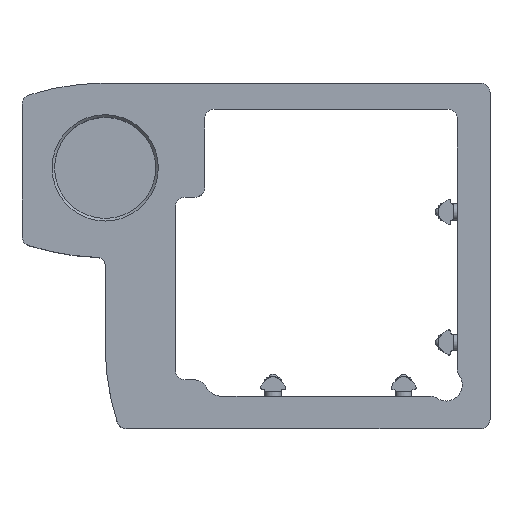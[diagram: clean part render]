
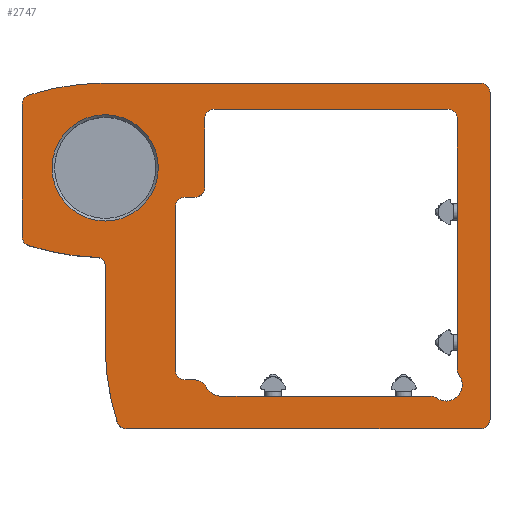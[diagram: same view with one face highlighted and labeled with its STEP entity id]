
A CAD part, top view. The second image highlights one B-rep face of the part: STEP entity #2747.
In plain terms, the highlighted planar face has unit normal (0, 0, 1).
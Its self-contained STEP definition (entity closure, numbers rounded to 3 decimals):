
#155=CIRCLE('',#2944,3.);
#157=CIRCLE('',#2947,76.5);
#159=CIRCLE('',#2950,2.5);
#161=CIRCLE('',#2954,76.5);
#163=CIRCLE('',#2957,3.);
#169=CIRCLE('',#2965,3.);
#175=CIRCLE('',#2973,3.);
#177=CIRCLE('',#2977,76.5);
#179=CIRCLE('',#2980,3.);
#181=CIRCLE('',#2984,3.);
#183=CIRCLE('',#2988,3.);
#185=CIRCLE('',#2992,3.);
#191=CIRCLE('',#3000,3.);
#193=CIRCLE('',#3003,5.);
#195=CIRCLE('',#3006,3.);
#201=CIRCLE('',#3014,5.);
#203=CIRCLE('',#3017,4.);
#205=CIRCLE('',#3021,3.);
#207=CIRCLE('',#3025,3.);
#210=CIRCLE('',#3030,16.3);
#552=ORIENTED_EDGE('',*,*,#1244,.T.);
#553=ORIENTED_EDGE('',*,*,#1182,.F.);
#554=ORIENTED_EDGE('',*,*,#1186,.F.);
#555=ORIENTED_EDGE('',*,*,#1189,.T.);
#556=ORIENTED_EDGE('',*,*,#1192,.F.);
#557=ORIENTED_EDGE('',*,*,#1195,.F.);
#558=ORIENTED_EDGE('',*,*,#1198,.F.);
#559=ORIENTED_EDGE('',*,*,#1201,.F.);
#560=ORIENTED_EDGE('',*,*,#1208,.F.);
#561=ORIENTED_EDGE('',*,*,#1211,.T.);
#562=ORIENTED_EDGE('',*,*,#1214,.F.);
#563=ORIENTED_EDGE('',*,*,#1217,.T.);
#564=ORIENTED_EDGE('',*,*,#1224,.F.);
#565=ORIENTED_EDGE('',*,*,#1227,.F.);
#566=ORIENTED_EDGE('',*,*,#1230,.T.);
#567=ORIENTED_EDGE('',*,*,#1233,.F.);
#568=ORIENTED_EDGE('',*,*,#1236,.F.);
#569=ORIENTED_EDGE('',*,*,#1239,.F.);
#570=ORIENTED_EDGE('',*,*,#1134,.T.);
#571=ORIENTED_EDGE('',*,*,#1138,.T.);
#572=ORIENTED_EDGE('',*,*,#1141,.T.);
#573=ORIENTED_EDGE('',*,*,#1144,.F.);
#574=ORIENTED_EDGE('',*,*,#1147,.T.);
#575=ORIENTED_EDGE('',*,*,#1150,.T.);
#576=ORIENTED_EDGE('',*,*,#1153,.T.);
#577=ORIENTED_EDGE('',*,*,#1160,.T.);
#578=ORIENTED_EDGE('',*,*,#1163,.T.);
#579=ORIENTED_EDGE('',*,*,#1170,.T.);
#580=ORIENTED_EDGE('',*,*,#1173,.T.);
#581=ORIENTED_EDGE('',*,*,#1176,.T.);
#582=ORIENTED_EDGE('',*,*,#1179,.T.);
#583=ORIENTED_EDGE('',*,*,#1241,.T.);
#1134=EDGE_CURVE('',#1511,#1512,#1781,.T.);
#1138=EDGE_CURVE('',#1512,#1515,#155,.T.);
#1141=EDGE_CURVE('',#1515,#1517,#157,.T.);
#1144=EDGE_CURVE('',#1519,#1517,#159,.T.);
#1147=EDGE_CURVE('',#1519,#1521,#1788,.T.);
#1150=EDGE_CURVE('',#1521,#1523,#161,.T.);
#1153=EDGE_CURVE('',#1523,#1525,#163,.T.);
#1160=EDGE_CURVE('',#1525,#1531,#1793,.T.);
#1163=EDGE_CURVE('',#1531,#1533,#169,.T.);
#1170=EDGE_CURVE('',#1533,#1539,#1797,.T.);
#1173=EDGE_CURVE('',#1539,#1541,#175,.T.);
#1176=EDGE_CURVE('',#1541,#1543,#1801,.T.);
#1179=EDGE_CURVE('',#1543,#1545,#177,.T.);
#1182=EDGE_CURVE('',#1547,#1548,#179,.T.);
#1186=EDGE_CURVE('',#1551,#1547,#1807,.T.);
#1189=EDGE_CURVE('',#1551,#1553,#181,.T.);
#1192=EDGE_CURVE('',#1555,#1553,#1811,.T.);
#1195=EDGE_CURVE('',#1557,#1555,#183,.T.);
#1198=EDGE_CURVE('',#1559,#1557,#1815,.T.);
#1201=EDGE_CURVE('',#1561,#1559,#185,.T.);
#1208=EDGE_CURVE('',#1567,#1561,#1819,.T.);
#1211=EDGE_CURVE('',#1567,#1569,#191,.T.);
#1214=EDGE_CURVE('',#1571,#1569,#193,.T.);
#1217=EDGE_CURVE('',#1571,#1573,#195,.T.);
#1224=EDGE_CURVE('',#1579,#1573,#1825,.T.);
#1227=EDGE_CURVE('',#1581,#1579,#201,.T.);
#1230=EDGE_CURVE('',#1581,#1583,#203,.T.);
#1233=EDGE_CURVE('',#1585,#1583,#1830,.T.);
#1236=EDGE_CURVE('',#1587,#1585,#205,.T.);
#1239=EDGE_CURVE('',#1548,#1587,#1834,.T.);
#1241=EDGE_CURVE('',#1545,#1511,#207,.T.);
#1244=EDGE_CURVE('',#1590,#1590,#210,.T.);
#1511=VERTEX_POINT('',#4162);
#1512=VERTEX_POINT('',#4163);
#1515=VERTEX_POINT('',#4171);
#1517=VERTEX_POINT('',#4177);
#1519=VERTEX_POINT('',#4183);
#1521=VERTEX_POINT('',#4189);
#1523=VERTEX_POINT('',#4195);
#1525=VERTEX_POINT('',#4201);
#1531=VERTEX_POINT('',#4215);
#1533=VERTEX_POINT('',#4221);
#1539=VERTEX_POINT('',#4235);
#1541=VERTEX_POINT('',#4241);
#1543=VERTEX_POINT('',#4247);
#1545=VERTEX_POINT('',#4253);
#1547=VERTEX_POINT('',#4259);
#1548=VERTEX_POINT('',#4260);
#1551=VERTEX_POINT('',#4268);
#1553=VERTEX_POINT('',#4274);
#1555=VERTEX_POINT('',#4280);
#1557=VERTEX_POINT('',#4286);
#1559=VERTEX_POINT('',#4292);
#1561=VERTEX_POINT('',#4298);
#1567=VERTEX_POINT('',#4312);
#1569=VERTEX_POINT('',#4318);
#1571=VERTEX_POINT('',#4324);
#1573=VERTEX_POINT('',#4330);
#1579=VERTEX_POINT('',#4344);
#1581=VERTEX_POINT('',#4350);
#1583=VERTEX_POINT('',#4356);
#1585=VERTEX_POINT('',#4362);
#1587=VERTEX_POINT('',#4368);
#1590=VERTEX_POINT('',#4383);
#1781=LINE('',#4161,#1964);
#1788=LINE('',#4188,#1971);
#1793=LINE('',#4214,#1976);
#1797=LINE('',#4234,#1980);
#1801=LINE('',#4246,#1984);
#1807=LINE('',#4267,#1990);
#1811=LINE('',#4279,#1994);
#1815=LINE('',#4291,#1998);
#1819=LINE('',#4311,#2002);
#1825=LINE('',#4343,#2008);
#1830=LINE('',#4361,#2013);
#1834=LINE('',#4373,#2017);
#1964=VECTOR('',#3290,1000.);
#1971=VECTOR('',#3317,1000.);
#1976=VECTOR('',#3344,1000.);
#1980=VECTOR('',#3364,1000.);
#1984=VECTOR('',#3376,1000.);
#1990=VECTOR('',#3396,1000.);
#1994=VECTOR('',#3408,1000.);
#1998=VECTOR('',#3420,1000.);
#2002=VECTOR('',#3440,1000.);
#2008=VECTOR('',#3474,1000.);
#2013=VECTOR('',#3493,1000.);
#2017=VECTOR('',#3505,1000.);
#2197=EDGE_LOOP('',(#552));
#2198=EDGE_LOOP('',(#553,#554,#555,#556,#557,#558,#559,#560,#561,#562,#563,
#564,#565,#566,#567,#568,#569));
#2199=EDGE_LOOP('',(#570,#571,#572,#573,#574,#575,#576,#577,#578,#579,#580,
#581,#582,#583));
#2442=FACE_BOUND('',#2197,.T.);
#2443=FACE_BOUND('',#2198,.T.);
#2444=FACE_BOUND('',#2199,.T.);
#2652=PLANE('',#3029);
#2747=ADVANCED_FACE('',(#2442,#2443,#2444),#2652,.T.);
#2944=AXIS2_PLACEMENT_3D('',#4170,#3296,#3297);
#2947=AXIS2_PLACEMENT_3D('',#4176,#3303,#3304);
#2950=AXIS2_PLACEMENT_3D('',#4182,#3310,#3311);
#2954=AXIS2_PLACEMENT_3D('',#4194,#3322,#3323);
#2957=AXIS2_PLACEMENT_3D('',#4200,#3329,#3330);
#2965=AXIS2_PLACEMENT_3D('',#4220,#3349,#3350);
#2973=AXIS2_PLACEMENT_3D('',#4240,#3369,#3370);
#2977=AXIS2_PLACEMENT_3D('',#4252,#3381,#3382);
#2980=AXIS2_PLACEMENT_3D('',#4258,#3388,#3389);
#2984=AXIS2_PLACEMENT_3D('',#4273,#3401,#3402);
#2988=AXIS2_PLACEMENT_3D('',#4285,#3413,#3414);
#2992=AXIS2_PLACEMENT_3D('',#4297,#3425,#3426);
#3000=AXIS2_PLACEMENT_3D('',#4317,#3445,#3446);
#3003=AXIS2_PLACEMENT_3D('',#4323,#3452,#3453);
#3006=AXIS2_PLACEMENT_3D('',#4329,#3459,#3460);
#3014=AXIS2_PLACEMENT_3D('',#4349,#3479,#3480);
#3017=AXIS2_PLACEMENT_3D('',#4355,#3486,#3487);
#3021=AXIS2_PLACEMENT_3D('',#4367,#3498,#3499);
#3025=AXIS2_PLACEMENT_3D('',#4376,#3509,#3510);
#3029=AXIS2_PLACEMENT_3D('',#4381,#3517,#3518);
#3030=AXIS2_PLACEMENT_3D('',#4382,#3519,#3520);
#3290=DIRECTION('',(0.,-1.,0.));
#3296=DIRECTION('',(0.,0.,1.));
#3297=DIRECTION('',(1.,0.,0.));
#3303=DIRECTION('',(0.,0.,1.));
#3304=DIRECTION('',(1.,0.,0.));
#3310=DIRECTION('',(0.,0.,1.));
#3311=DIRECTION('',(1.,0.,0.));
#3317=DIRECTION('',(0.,-1.,0.));
#3322=DIRECTION('',(0.,0.,1.));
#3323=DIRECTION('',(1.,0.,0.));
#3329=DIRECTION('',(0.,0.,1.));
#3330=DIRECTION('',(1.,0.,0.));
#3344=DIRECTION('',(1.,0.,0.));
#3349=DIRECTION('',(0.,0.,1.));
#3350=DIRECTION('',(1.,0.,0.));
#3364=DIRECTION('',(0.,1.,0.));
#3369=DIRECTION('',(0.,0.,1.));
#3370=DIRECTION('',(1.,0.,0.));
#3376=DIRECTION('',(-1.,0.,0.));
#3381=DIRECTION('',(0.,0.,1.));
#3382=DIRECTION('',(1.,0.,0.));
#3388=DIRECTION('',(0.,0.,1.));
#3389=DIRECTION('',(1.,0.,0.));
#3396=DIRECTION('',(-1.,0.,0.));
#3401=DIRECTION('',(0.,0.,1.));
#3402=DIRECTION('',(1.,0.,0.));
#3408=DIRECTION('',(0.,-1.,0.));
#3413=DIRECTION('',(0.,0.,1.));
#3414=DIRECTION('',(1.,0.,0.));
#3420=DIRECTION('',(-1.,0.,0.));
#3425=DIRECTION('',(0.,0.,1.));
#3426=DIRECTION('',(1.,0.,0.));
#3440=DIRECTION('',(0.,1.,0.));
#3445=DIRECTION('',(0.,0.,1.));
#3446=DIRECTION('',(1.,0.,0.));
#3452=DIRECTION('',(0.,0.,1.));
#3453=DIRECTION('',(1.,0.,0.));
#3459=DIRECTION('',(0.,0.,1.));
#3460=DIRECTION('',(1.,0.,0.));
#3474=DIRECTION('',(1.,0.,0.));
#3479=DIRECTION('',(0.,0.,1.));
#3480=DIRECTION('',(1.,0.,0.));
#3486=DIRECTION('',(0.,0.,1.));
#3487=DIRECTION('',(1.,0.,0.));
#3493=DIRECTION('',(1.,0.,0.));
#3498=DIRECTION('',(0.,0.,1.));
#3499=DIRECTION('',(1.,0.,0.));
#3505=DIRECTION('',(0.,-1.,0.));
#3509=DIRECTION('',(0.,0.,1.));
#3510=DIRECTION('',(1.,0.,0.));
#3517=DIRECTION('',(0.,0.,1.));
#3518=DIRECTION('',(1.,0.,0.));
#3519=DIRECTION('',(0.,0.,-1.));
#3520=DIRECTION('',(-1.,0.,0.));
#4161=CARTESIAN_POINT('',(-71.75,99.471,0.));
#4162=CARTESIAN_POINT('',(-71.75,99.471,0.));
#4163=CARTESIAN_POINT('',(-71.75,59.029,0.));
#4170=CARTESIAN_POINT('',(-68.75,59.029,0.));
#4171=CARTESIAN_POINT('',(-69.668,56.173,0.));
#4176=CARTESIAN_POINT('',(-46.25,129.,0.));
#4177=CARTESIAN_POINT('',(-48.671,52.538,0.));
#4182=CARTESIAN_POINT('',(-48.75,50.04,0.));
#4183=CARTESIAN_POINT('',(-46.25,50.04,0.));
#4188=CARTESIAN_POINT('',(-46.25,50.04,0.));
#4189=CARTESIAN_POINT('',(-46.25,25.5,0.));
#4194=CARTESIAN_POINT('',(30.25,25.5,0.));
#4195=CARTESIAN_POINT('',(-42.577,2.082,0.));
#4200=CARTESIAN_POINT('',(-39.721,3.,0.));
#4201=CARTESIAN_POINT('',(-39.721,0.,0.));
#4214=CARTESIAN_POINT('',(-39.721,0.,0.));
#4215=CARTESIAN_POINT('',(68.75,0.,0.));
#4220=CARTESIAN_POINT('',(68.75,3.,0.));
#4221=CARTESIAN_POINT('',(71.75,3.,0.));
#4234=CARTESIAN_POINT('',(71.75,3.,0.));
#4235=CARTESIAN_POINT('',(71.75,103.,0.));
#4240=CARTESIAN_POINT('',(68.75,103.,0.));
#4241=CARTESIAN_POINT('',(68.75,106.,0.));
#4246=CARTESIAN_POINT('',(68.75,106.,0.));
#4247=CARTESIAN_POINT('',(-46.25,106.,0.));
#4252=CARTESIAN_POINT('',(-46.25,29.5,0.));
#4253=CARTESIAN_POINT('',(-69.668,102.327,0.));
#4258=CARTESIAN_POINT('',(-21.75,68.,0.));
#4259=CARTESIAN_POINT('',(-21.75,71.,0.));
#4260=CARTESIAN_POINT('',(-24.75,68.,0.));
#4267=CARTESIAN_POINT('',(-18.75,71.,0.));
#4268=CARTESIAN_POINT('',(-18.75,71.,0.));
#4273=CARTESIAN_POINT('',(-18.75,74.,0.));
#4274=CARTESIAN_POINT('',(-15.75,74.,0.));
#4279=CARTESIAN_POINT('',(-15.75,95.,0.));
#4280=CARTESIAN_POINT('',(-15.75,95.,0.));
#4285=CARTESIAN_POINT('',(-12.75,95.,0.));
#4286=CARTESIAN_POINT('',(-12.75,98.,0.));
#4291=CARTESIAN_POINT('',(58.75,98.,0.));
#4292=CARTESIAN_POINT('',(58.75,98.,0.));
#4297=CARTESIAN_POINT('',(58.75,95.,0.));
#4298=CARTESIAN_POINT('',(61.75,95.,0.));
#4311=CARTESIAN_POINT('',(61.75,18.164,0.));
#4312=CARTESIAN_POINT('',(61.75,18.164,0.));
#4317=CARTESIAN_POINT('',(64.75,18.164,0.));
#4318=CARTESIAN_POINT('',(62.313,16.415,0.));
#4323=CARTESIAN_POINT('',(58.25,13.5,0.));
#4324=CARTESIAN_POINT('',(55.335,9.438,0.));
#4329=CARTESIAN_POINT('',(53.586,7.,0.));
#4330=CARTESIAN_POINT('',(53.586,10.,0.));
#4343=CARTESIAN_POINT('',(-10.75,10.,0.));
#4344=CARTESIAN_POINT('',(-10.75,10.,0.));
#4349=CARTESIAN_POINT('',(-10.75,15.,0.));
#4350=CARTESIAN_POINT('',(-15.229,12.778,0.));
#4355=CARTESIAN_POINT('',(-18.812,11.,0.));
#4356=CARTESIAN_POINT('',(-18.812,15.,0.));
#4361=CARTESIAN_POINT('',(-21.75,15.,0.));
#4362=CARTESIAN_POINT('',(-21.75,15.,0.));
#4367=CARTESIAN_POINT('',(-21.75,18.,0.));
#4368=CARTESIAN_POINT('',(-24.75,18.,0.));
#4373=CARTESIAN_POINT('',(-24.75,68.,0.));
#4376=CARTESIAN_POINT('',(-68.75,99.471,0.));
#4381=CARTESIAN_POINT('',(-68.75,59.029,0.));
#4382=CARTESIAN_POINT('',(-46.25,80.,0.));
#4383=CARTESIAN_POINT('',(-62.55,80.,0.));
